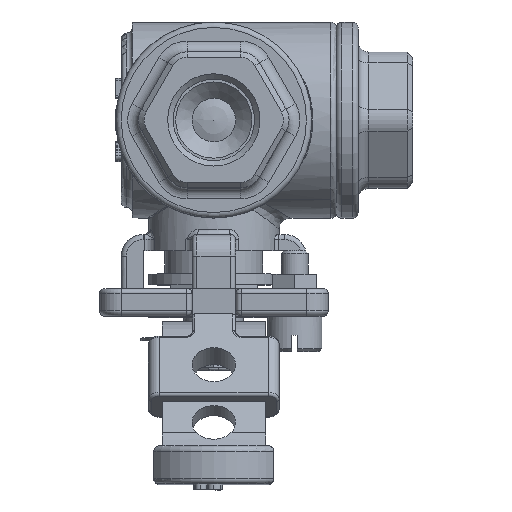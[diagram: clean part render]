
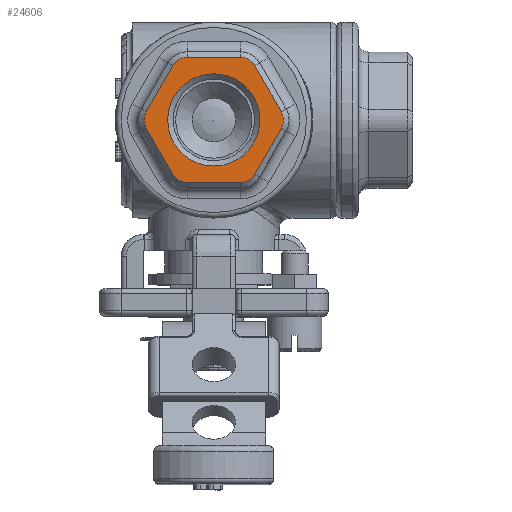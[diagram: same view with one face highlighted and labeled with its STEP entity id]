
A CAD part, top view. The second image highlights one B-rep face of the part: STEP entity #24606.
In plain terms, the highlighted planar face has unit normal (0, 0, 1).
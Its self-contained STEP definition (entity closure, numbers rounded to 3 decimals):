
#3190=LINE('',#46478,#5031);
#3194=LINE('',#46488,#5035);
#3198=LINE('',#46500,#5039);
#3202=LINE('',#46512,#5043);
#3206=LINE('',#46522,#5047);
#3209=LINE('',#46530,#5050);
#5031=VECTOR('',#31073,10.);
#5035=VECTOR('',#31083,10.);
#5039=VECTOR('',#31095,10.);
#5043=VECTOR('',#31107,10.);
#5047=VECTOR('',#31119,10.);
#5050=VECTOR('',#31128,10.);
#5879=PLANE('',#26203);
#6055=FACE_BOUND('',#8866,.T.);
#7359=FACE_OUTER_BOUND('',#8865,.T.);
#8865=EDGE_LOOP('',(#21662,#21663,#21664,#21665,#21666,#21667,#21668,#21669,
#21670,#21671,#21672,#21673));
#8866=EDGE_LOOP('',(#21674));
#9538=CIRCLE('',#26180,3.);
#9539=CIRCLE('',#26183,3.);
#9541=CIRCLE('',#26187,3.);
#9543=CIRCLE('',#26191,3.);
#9545=CIRCLE('',#26195,3.);
#9546=CIRCLE('',#26198,3.);
#9547=CIRCLE('',#26204,8.475);
#11690=VERTEX_POINT('',#46475);
#11691=VERTEX_POINT('',#46477);
#11692=VERTEX_POINT('',#46481);
#11694=VERTEX_POINT('',#46486);
#11696=VERTEX_POINT('',#46492);
#11698=VERTEX_POINT('',#46498);
#11700=VERTEX_POINT('',#46504);
#11702=VERTEX_POINT('',#46510);
#11703=VERTEX_POINT('',#46515);
#11704=VERTEX_POINT('',#46520);
#11705=VERTEX_POINT('',#46524);
#11706=VERTEX_POINT('',#46528);
#11707=VERTEX_POINT('',#46542);
#15010=EDGE_CURVE('',#11690,#11691,#3190,.T.);
#15013=EDGE_CURVE('',#11692,#11690,#9538,.T.);
#15015=EDGE_CURVE('',#11694,#11692,#3194,.T.);
#15018=EDGE_CURVE('',#11696,#11694,#9539,.T.);
#15021=EDGE_CURVE('',#11698,#11696,#3198,.T.);
#15024=EDGE_CURVE('',#11700,#11698,#9541,.T.);
#15027=EDGE_CURVE('',#11702,#11700,#3202,.T.);
#15030=EDGE_CURVE('',#11703,#11702,#9543,.T.);
#15033=EDGE_CURVE('',#11704,#11703,#3206,.T.);
#15035=EDGE_CURVE('',#11705,#11704,#9545,.T.);
#15037=EDGE_CURVE('',#11706,#11705,#3209,.T.);
#15038=EDGE_CURVE('',#11691,#11706,#9546,.T.);
#15043=EDGE_CURVE('',#11707,#11707,#9547,.T.);
#21662=ORIENTED_EDGE('',*,*,#15010,.F.);
#21663=ORIENTED_EDGE('',*,*,#15013,.F.);
#21664=ORIENTED_EDGE('',*,*,#15015,.F.);
#21665=ORIENTED_EDGE('',*,*,#15018,.F.);
#21666=ORIENTED_EDGE('',*,*,#15021,.F.);
#21667=ORIENTED_EDGE('',*,*,#15024,.F.);
#21668=ORIENTED_EDGE('',*,*,#15027,.F.);
#21669=ORIENTED_EDGE('',*,*,#15030,.F.);
#21670=ORIENTED_EDGE('',*,*,#15033,.F.);
#21671=ORIENTED_EDGE('',*,*,#15035,.F.);
#21672=ORIENTED_EDGE('',*,*,#15037,.F.);
#21673=ORIENTED_EDGE('',*,*,#15038,.F.);
#21674=ORIENTED_EDGE('',*,*,#15043,.F.);
#24606=ADVANCED_FACE('',(#7359,#6055),#5879,.T.);
#26180=AXIS2_PLACEMENT_3D('',#46483,#31078,#31079);
#26183=AXIS2_PLACEMENT_3D('',#46494,#31088,#31089);
#26187=AXIS2_PLACEMENT_3D('',#46506,#31100,#31101);
#26191=AXIS2_PLACEMENT_3D('',#46517,#31112,#31113);
#26195=AXIS2_PLACEMENT_3D('',#46526,#31123,#31124);
#26198=AXIS2_PLACEMENT_3D('',#46532,#31131,#31132);
#26203=AXIS2_PLACEMENT_3D('',#46541,#31145,#31146);
#26204=AXIS2_PLACEMENT_3D('',#46543,#31147,#31148);
#31073=DIRECTION('',(-0.5,0.866,0.));
#31078=DIRECTION('center_axis',(0.,0.,
-1.));
#31079=DIRECTION('ref_axis',(-0.866,-0.5,0.));
#31083=DIRECTION('',(-1.,0.,0.));
#31088=DIRECTION('center_axis',(0.,0.,
-1.));
#31089=DIRECTION('ref_axis',(0.,-1.,0.));
#31095=DIRECTION('',(-0.5,-0.866,0.));
#31100=DIRECTION('center_axis',(0.,0.,
-1.));
#31101=DIRECTION('ref_axis',(0.866,-0.5,0.));
#31107=DIRECTION('',(0.5,-0.866,0.));
#31112=DIRECTION('center_axis',(0.,0.,
-1.));
#31113=DIRECTION('ref_axis',(0.866,0.5,0.));
#31119=DIRECTION('',(1.,0.,0.));
#31123=DIRECTION('center_axis',(0.,0.,
-1.));
#31124=DIRECTION('ref_axis',(0.,1.,0.));
#31128=DIRECTION('',(0.5,0.866,0.));
#31131=DIRECTION('center_axis',(0.,0.,
-1.));
#31132=DIRECTION('ref_axis',(-0.866,0.5,0.));
#31145=DIRECTION('center_axis',(0.,0.,
1.));
#31146=DIRECTION('ref_axis',(1.,0.,0.));
#31147=DIRECTION('center_axis',(0.,0.,
1.));
#31148=DIRECTION('ref_axis',(-1.,0.,0.));
#46475=CARTESIAN_POINT('',(-7.506,-10.,59.));
#46477=CARTESIAN_POINT('',(-12.413,-1.5,59.));
#46478=CARTESIAN_POINT('',(-11.186,-3.625,59.));
#46481=CARTESIAN_POINT('',(-4.907,-11.5,59.));
#46483=CARTESIAN_POINT('Origin',(-4.907,-8.5,59.));
#46486=CARTESIAN_POINT('',(4.907,-11.5,59.));
#46488=CARTESIAN_POINT('',(-2.454,-11.5,59.));
#46492=CARTESIAN_POINT('',(7.506,-10.,59.));
#46494=CARTESIAN_POINT('Origin',(4.907,-8.5,59.));
#46498=CARTESIAN_POINT('',(12.413,-1.5,59.));
#46500=CARTESIAN_POINT('',(8.732,-7.875,59.));
#46504=CARTESIAN_POINT('',(12.413,1.5,59.));
#46506=CARTESIAN_POINT('Origin',(9.815,0.,
59.));
#46510=CARTESIAN_POINT('',(7.506,10.,59.));
#46512=CARTESIAN_POINT('',(11.186,3.625,59.));
#46515=CARTESIAN_POINT('',(4.907,11.5,59.));
#46517=CARTESIAN_POINT('Origin',(4.907,8.5,59.));
#46520=CARTESIAN_POINT('',(-4.907,11.5,59.));
#46522=CARTESIAN_POINT('',(2.454,11.5,59.));
#46524=CARTESIAN_POINT('',(-7.506,10.,59.));
#46526=CARTESIAN_POINT('Origin',(-4.907,8.5,59.));
#46528=CARTESIAN_POINT('',(-12.413,1.5,59.));
#46530=CARTESIAN_POINT('',(-8.732,7.875,59.));
#46532=CARTESIAN_POINT('Origin',(-9.815,0.,
59.));
#46541=CARTESIAN_POINT('Origin',(0.,0.,
59.));
#46542=CARTESIAN_POINT('',(8.475,0.,59.));
#46543=CARTESIAN_POINT('Origin',(0.,0.,
59.));
